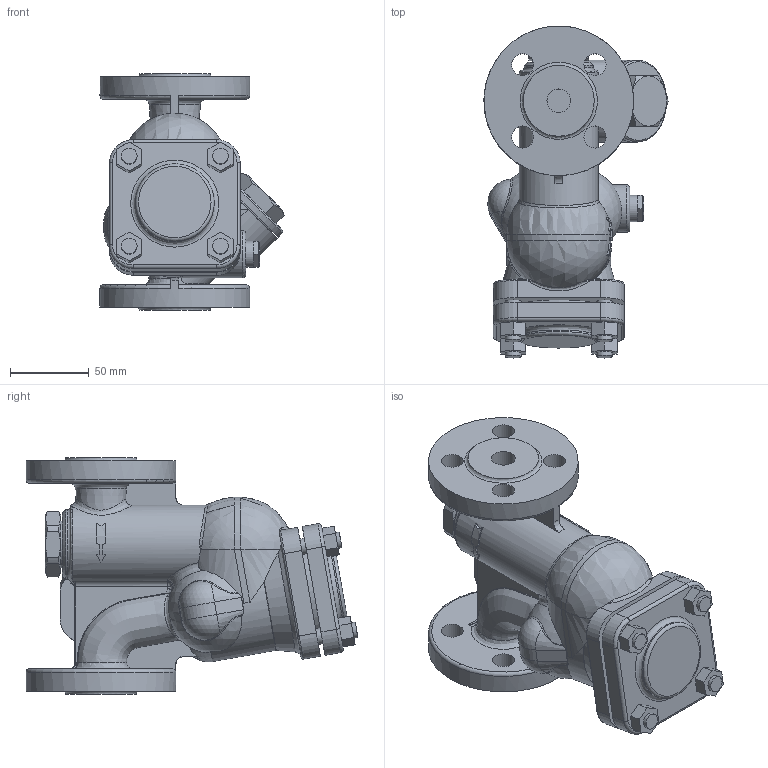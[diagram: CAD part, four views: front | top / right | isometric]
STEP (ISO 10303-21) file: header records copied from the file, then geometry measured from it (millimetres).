
FILE_DESCRIPTION((''),'2;1');
FILE_NAME('kh3vx-015-e0025-00.stp','2011-04-12T13:57:15',('asaokak'),(''),'Autodesk Inventor 2008','Autodesk Inventor 2008','');
FILE_SCHEMA(('AUTOMOTIVE_DESIGN { 1 0 10303 214 1 1 1 1 }'));
Length unit declared in the file: millimetre
Products named in the file (1): kh3vx-015-e0025-00
Bounding box: 116.82 x 210.52 x 150 mm (x, y, z)
Volume: 1123925.2 mm3; surface area: 122860.5 mm2
Topology: 1 solids, 1 shells, 327 faces, 844 edges, 530 vertices
Faces by surface type: plane 138, bspline 79, cylinder 76, torus 14, cone 10, sphere 10
Full cylindrical faces by diameter (mm): 10 x8, 16.7 x1, 30 x2, 42 x1, 50 x1, 52 x1, 66.8 x1, 95 x2
Entity records: 18160 total; most frequent: CARTESIAN_POINT 10857, ORIENTED_EDGE 1566, DIRECTION 1373, EDGE_CURVE 783, AXIS2_PLACEMENT_3D 548, VERTEX_POINT 517, EDGE_LOOP 412, FACE_OUTER_BOUND 327
